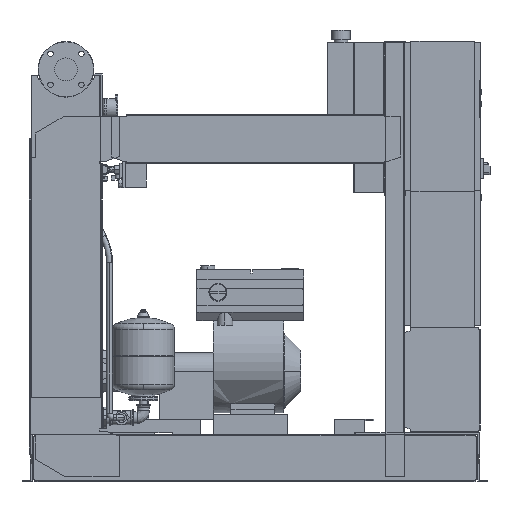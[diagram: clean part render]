
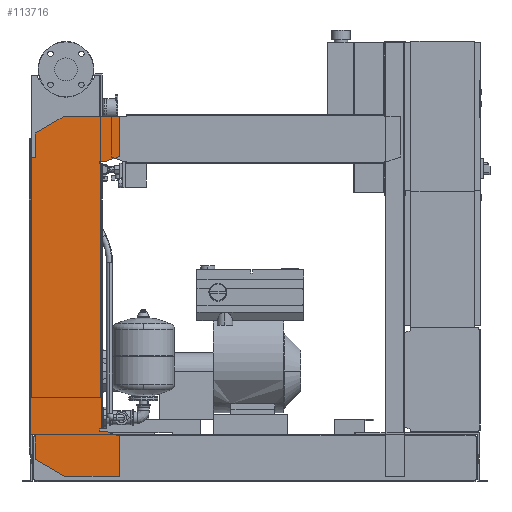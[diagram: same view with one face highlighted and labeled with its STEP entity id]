
A CAD part, front view. The second image highlights one B-rep face of the part: STEP entity #113716.
In plain terms, the highlighted free-form (B-spline) face has degree [1, 1] with [2, 2] control points.
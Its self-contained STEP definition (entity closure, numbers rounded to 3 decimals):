
#113201=CARTESIAN_POINT('',(-102.0,-463.5,1076.0));
#113202=VERTEX_POINT('',#113201);
#113209=CARTESIAN_POINT('',(-102.0,-463.5,1158.574));
#113210=VERTEX_POINT('',#113209);
#113211=CARTESIAN_POINT('',(-102.0,-463.5,1076.0));
#113212=DIRECTION('',(0.0,0.0,1.0));
#113213=VECTOR('',#113212,82.574);
#113214=LINE('',#113211,#113213);
#113215=EDGE_CURVE('',#113202,#113210,#113214,.T.);
#113233=CARTESIAN_POINT('',(-6.,-463.5,1214.0));
#113234=VERTEX_POINT('',#113233);
#113235=CARTESIAN_POINT('',(-102.0,-463.5,1158.574));
#113236=DIRECTION('',(0.866,0.0,0.5));
#113237=VECTOR('',#113236,110.851);
#113238=LINE('',#113235,#113237);
#113239=EDGE_CURVE('',#113210,#113234,#113238,.T.);
#113257=CARTESIAN_POINT('',(177.0,-463.5,1214.0));
#113258=VERTEX_POINT('',#113257);
#113259=CARTESIAN_POINT('',(-6.,-463.5,1214.0));
#113260=DIRECTION('',(1.0,0.0,0.0));
#113261=VECTOR('',#113260,183.0);
#113262=LINE('',#113259,#113261);
#113263=EDGE_CURVE('',#113234,#113258,#113262,.T.);
#113281=CARTESIAN_POINT('',(177.0,-463.5,1080.379));
#113282=VERTEX_POINT('',#113281);
#113283=CARTESIAN_POINT('',(177.0,-463.5,1214.0));
#113284=DIRECTION('',(0.0,0.0,-1.0));
#113285=VECTOR('',#113284,133.621);
#113286=LINE('',#113283,#113285);
#113287=EDGE_CURVE('',#113258,#113282,#113286,.T.);
#113305=CARTESIAN_POINT('',(132.,-463.5,1064.0));
#113306=VERTEX_POINT('',#113305);
#113307=CARTESIAN_POINT('',(177.0,-463.5,1080.379));
#113308=DIRECTION('',(-0.94,0.0,-0.342));
#113309=VECTOR('',#113308,47.888);
#113310=LINE('',#113307,#113309);
#113311=EDGE_CURVE('',#113282,#113306,#113310,.T.);
#113329=CARTESIAN_POINT('',(112.0,-463.5,1064.0));
#113330=VERTEX_POINT('',#113329);
#113331=CARTESIAN_POINT('',(132.,-463.5,1064.0));
#113332=DIRECTION('',(-1.0,0.0,0.0));
#113333=VECTOR('',#113332,20.);
#113334=LINE('',#113331,#113333);
#113335=EDGE_CURVE('',#113306,#113330,#113334,.T.);
#113353=CARTESIAN_POINT('',(112.0,-463.5,1056.0));
#113354=VERTEX_POINT('',#113353);
#113355=CARTESIAN_POINT('',(112.0,-463.5,1064.0));
#113356=DIRECTION('',(0.0,0.0,-1.0));
#113357=VECTOR('',#113356,8.0);
#113358=LINE('',#113355,#113357);
#113359=EDGE_CURVE('',#113330,#113354,#113358,.T.);
#113377=CARTESIAN_POINT('',(120.,-463.5,1056.0));
#113378=VERTEX_POINT('',#113377);
#113379=CARTESIAN_POINT('',(112.0,-463.5,1056.0));
#113380=DIRECTION('',(1.0,0.0,0.0));
#113381=VECTOR('',#113380,8.);
#113382=LINE('',#113379,#113381);
#113383=EDGE_CURVE('',#113354,#113378,#113382,.T.);
#113401=CARTESIAN_POINT('',(120.,-463.5,176.));
#113402=VERTEX_POINT('',#113401);
#113413=CARTESIAN_POINT('',(120.,-463.5,1056.0));
#113414=DIRECTION('',(0.0,0.0,-1.0));
#113415=VECTOR('',#113414,880.);
#113416=LINE('',#113413,#113415);
#113417=EDGE_CURVE('',#113378,#113402,#113416,.T.);
#113431=CARTESIAN_POINT('',(112.,-463.5,176.));
#113432=VERTEX_POINT('',#113431);
#113433=CARTESIAN_POINT('',(120.,-463.5,176.));
#113434=DIRECTION('',(-1.0,0.0,0.0));
#113435=VECTOR('',#113434,8.);
#113436=LINE('',#113433,#113435);
#113437=EDGE_CURVE('',#113402,#113432,#113436,.T.);
#113455=CARTESIAN_POINT('',(112.,-463.5,168.));
#113456=VERTEX_POINT('',#113455);
#113457=CARTESIAN_POINT('',(112.,-463.5,176.));
#113458=DIRECTION('',(0.0,0.0,-1.0));
#113459=VECTOR('',#113458,8.0);
#113460=LINE('',#113457,#113459);
#113461=EDGE_CURVE('',#113432,#113456,#113460,.T.);
#113479=CARTESIAN_POINT('',(132.,-463.5,168.));
#113480=VERTEX_POINT('',#113479);
#113481=CARTESIAN_POINT('',(112.,-463.5,168.));
#113482=DIRECTION('',(1.0,0.0,0.0));
#113483=VECTOR('',#113482,20.0);
#113484=LINE('',#113481,#113483);
#113485=EDGE_CURVE('',#113456,#113480,#113484,.T.);
#113503=CARTESIAN_POINT('',(177.,-463.5,151.621));
#113504=VERTEX_POINT('',#113503);
#113505=CARTESIAN_POINT('',(132.,-463.5,168.));
#113506=DIRECTION('',(0.94,0.0,-0.342));
#113507=VECTOR('',#113506,47.888);
#113508=LINE('',#113505,#113507);
#113509=EDGE_CURVE('',#113480,#113504,#113508,.T.);
#113527=CARTESIAN_POINT('',(177.,-463.5,18.0));
#113528=VERTEX_POINT('',#113527);
#113529=CARTESIAN_POINT('',(177.,-463.5,151.621));
#113530=DIRECTION('',(0.0,0.0,-1.0));
#113531=VECTOR('',#113530,133.621);
#113532=LINE('',#113529,#113531);
#113533=EDGE_CURVE('',#113504,#113528,#113532,.T.);
#113551=CARTESIAN_POINT('',(-4.,-463.5,18.0));
#113552=VERTEX_POINT('',#113551);
#113553=CARTESIAN_POINT('',(177.,-463.5,18.0));
#113554=DIRECTION('',(-1.0,0.0,0.0));
#113555=VECTOR('',#113554,181.);
#113556=LINE('',#113553,#113555);
#113557=EDGE_CURVE('',#113528,#113552,#113556,.T.);
#113575=CARTESIAN_POINT('',(-102.,-463.5,74.58));
#113576=VERTEX_POINT('',#113575);
#113577=CARTESIAN_POINT('',(-4.,-463.5,18.0));
#113578=DIRECTION('',(-0.866,0.,0.5));
#113579=VECTOR('',#113578,113.161);
#113580=LINE('',#113577,#113579);
#113581=EDGE_CURVE('',#113552,#113576,#113580,.T.);
#113599=CARTESIAN_POINT('',(-102.,-463.5,156.0));
#113600=VERTEX_POINT('',#113599);
#113601=CARTESIAN_POINT('',(-102.,-463.5,74.58));
#113602=DIRECTION('',(0.0,0.0,1.0));
#113603=VECTOR('',#113602,81.42);
#113604=LINE('',#113601,#113603);
#113605=EDGE_CURVE('',#113576,#113600,#113604,.T.);
#113623=CARTESIAN_POINT('',(-122.,-463.5,156.0));
#113624=VERTEX_POINT('',#113623);
#113625=CARTESIAN_POINT('',(-102.,-463.5,156.0));
#113626=DIRECTION('',(-1.0,0.0,0.0));
#113627=VECTOR('',#113626,20.0);
#113628=LINE('',#113625,#113627);
#113629=EDGE_CURVE('',#113600,#113624,#113628,.T.);
#113647=CARTESIAN_POINT('',(-122.0,-463.5,1076.0));
#113648=VERTEX_POINT('',#113647);
#113661=CARTESIAN_POINT('',(-122.,-463.5,156.0));
#113662=DIRECTION('',(0.0,0.0,1.0));
#113663=VECTOR('',#113662,920.0);
#113664=LINE('',#113661,#113663);
#113665=EDGE_CURVE('',#113624,#113648,#113664,.T.);
#113679=CARTESIAN_POINT('',(-122.0,-463.5,1076.0));
#113680=DIRECTION('',(1.0,0.0,0.0));
#113681=VECTOR('',#113680,20.0);
#113682=LINE('',#113679,#113681);
#113683=EDGE_CURVE('',#113648,#113202,#113682,.T.);
#113689=CARTESIAN_POINT('',(-122.,-463.5,18.0));
#113690=CARTESIAN_POINT('',(177.0,-463.5,18.0));
#113691=CARTESIAN_POINT('',(-122.,-463.5,1214.0));
#113692=CARTESIAN_POINT('',(177.0,-463.5,1214.0));
#113693=B_SPLINE_SURFACE_WITH_KNOTS('',1,1,((#113689,#113691),(#113690,#113692)),.UNSPECIFIED.,.F.,.F.,.U.,(2,2),(2,2),(0.0,299.),(0.0,1196.0),.UNSPECIFIED.);
#113694=ORIENTED_EDGE('',*,*,#113683,.F.);
#113695=ORIENTED_EDGE('',*,*,#113665,.F.);
#113696=ORIENTED_EDGE('',*,*,#113629,.F.);
#113697=ORIENTED_EDGE('',*,*,#113605,.F.);
#113698=ORIENTED_EDGE('',*,*,#113581,.F.);
#113699=ORIENTED_EDGE('',*,*,#113557,.F.);
#113700=ORIENTED_EDGE('',*,*,#113533,.F.);
#113701=ORIENTED_EDGE('',*,*,#113509,.F.);
#113702=ORIENTED_EDGE('',*,*,#113485,.F.);
#113703=ORIENTED_EDGE('',*,*,#113461,.F.);
#113704=ORIENTED_EDGE('',*,*,#113437,.F.);
#113705=ORIENTED_EDGE('',*,*,#113417,.F.);
#113706=ORIENTED_EDGE('',*,*,#113383,.F.);
#113707=ORIENTED_EDGE('',*,*,#113359,.F.);
#113708=ORIENTED_EDGE('',*,*,#113335,.F.);
#113709=ORIENTED_EDGE('',*,*,#113311,.F.);
#113710=ORIENTED_EDGE('',*,*,#113287,.F.);
#113711=ORIENTED_EDGE('',*,*,#113263,.F.);
#113712=ORIENTED_EDGE('',*,*,#113239,.F.);
#113713=ORIENTED_EDGE('',*,*,#113215,.F.);
#113714=EDGE_LOOP('',(#113694,#113695,#113696,#113697,#113698,#113699,#113700,#113701,#113702,#113703,#113704,#113705,#113706,#113707,#113708,#113709,#113710,#113711,#113712,#113713));
#113715=FACE_OUTER_BOUND('',#113714,.T.);
#113716=ADVANCED_FACE('',(#113715),#113693,.T.);
